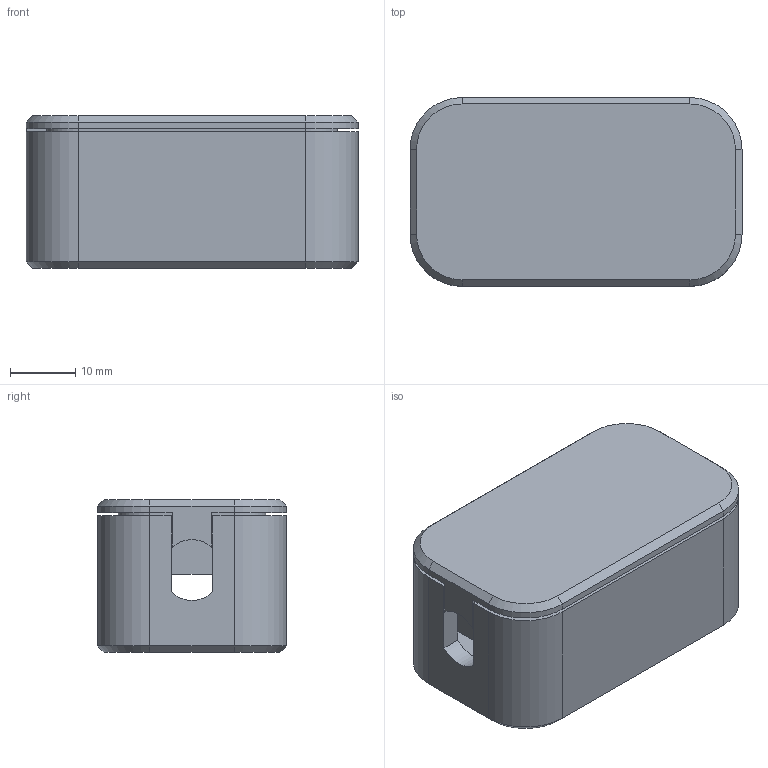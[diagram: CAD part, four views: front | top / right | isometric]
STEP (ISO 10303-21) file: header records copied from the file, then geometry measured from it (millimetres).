
FILE_DESCRIPTION(/* description */ (''),/* implementation_level */ '2;1');
FILE_NAME(/* name */ 'caixa power delivery v6.step',/* time_stamp */ '2024-10-22T14:48:34-03:00',/* author */ (''),/* organization */ (''),/* preprocessor_version */ 'ST-DEVELOPER v20',/* originating_system */ 'Autodesk Translation Framework v13.20.0.188',/* authorisation */ '');
FILE_SCHEMA (('AUTOMOTIVE_DESIGN { 1 0 10303 214 3 1 1 }'));
Length unit declared in the file: millimetre
Products named in the file (1): caixa power delivery
Bounding box: 51 x 29 x 23.5 mm (x, y, z)
Volume: 17838.1 mm3; surface area: 11609.8 mm2
Topology: 2 solids, 2 shells, 80 faces, 210 edges, 134 vertices
Faces by surface type: plane 50, cylinder 22, cone 8
Entity records: 2478 total; most frequent: CARTESIAN_POINT 425, DIRECTION 424, ORIENTED_EDGE 420, EDGE_CURVE 210, LINE 158, VECTOR 158, VERTEX_POINT 134, AXIS2_PLACEMENT_3D 133
